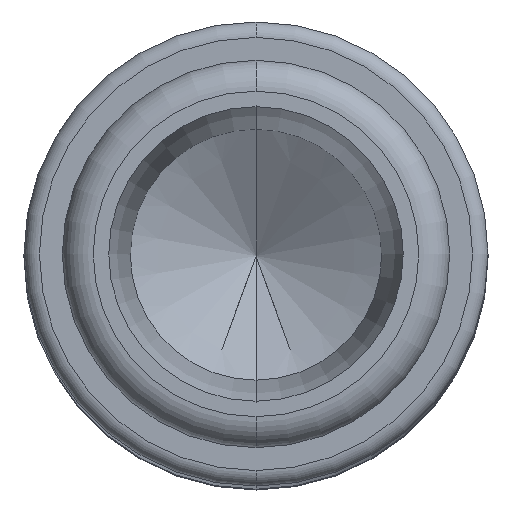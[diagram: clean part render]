
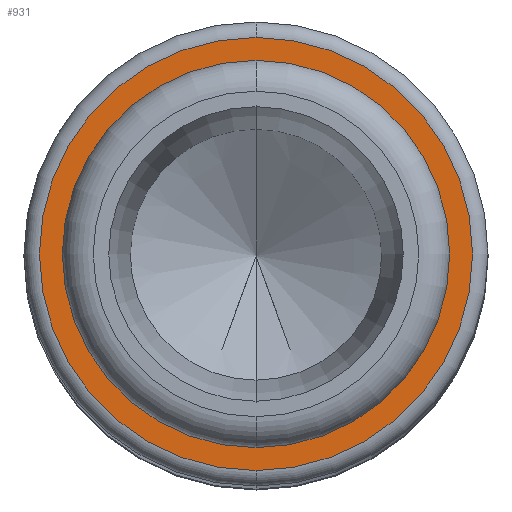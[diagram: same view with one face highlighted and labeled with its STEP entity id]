
A CAD part, top view. The second image highlights one B-rep face of the part: STEP entity #931.
In plain terms, the highlighted planar face has unit normal (0, 0, 1).
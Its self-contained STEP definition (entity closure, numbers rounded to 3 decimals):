
#234=CARTESIAN_POINT('',(0.,0.,11.428));
#235=DIRECTION('',(0.,0.,1.));
#236=DIRECTION('',(0.,1.,0.));
#237=AXIS2_PLACEMENT_3D('',#234,#235,#236);
#239=CARTESIAN_POINT('',(0.,0.,11.428));
#240=DIRECTION('',(0.,0.,-1.));
#241=DIRECTION('',(0.,1.,0.));
#242=AXIS2_PLACEMENT_3D('',#239,#240,#241);
#244=CARTESIAN_POINT('',(0.,0.,11.428));
#245=DIRECTION('',(0.,0.,-1.));
#246=DIRECTION('',(0.,1.,0.));
#247=AXIS2_PLACEMENT_3D('',#244,#245,#246);
#259=CARTESIAN_POINT('',(0.,0.,11.428));
#260=DIRECTION('',(0.,0.,1.));
#261=DIRECTION('',(0.,1.,0.));
#262=AXIS2_PLACEMENT_3D('',#259,#260,#261);
#535=CARTESIAN_POINT('',(0.,2.1,11.428));
#537=VERTEX_POINT('',#535);
#538=CARTESIAN_POINT('',(0.,1.878,11.428));
#540=VERTEX_POINT('',#538);
#578=CARTESIAN_POINT('',(0.,-2.1,11.428));
#579=VERTEX_POINT('',#578);
#580=CARTESIAN_POINT('',(0.,-1.878,11.428));
#582=VERTEX_POINT('',#580);
#916=CARTESIAN_POINT('',(0.,0.,11.428));
#917=DIRECTION('',(0.,0.,-1.));
#918=DIRECTION('',(0.,-1.,0.));
#919=AXIS2_PLACEMENT_3D('',#916,#917,#918);
#920=PLANE('',#919);
#921=ORIENTED_EDGE('',*,*,#895,.F.);
#922=ORIENTED_EDGE('',*,*,#911,.T.);
#923=EDGE_LOOP('',(#921,#922));
#924=FACE_OUTER_BOUND('',#923,.F.);
#926=ORIENTED_EDGE('',*,*,#925,.F.);
#928=ORIENTED_EDGE('',*,*,#927,.T.);
#929=EDGE_LOOP('',(#926,#928));
#930=FACE_BOUND('',#929,.F.);
#931=ADVANCED_FACE('',(#924,#930),#920,.F.);
#238=CIRCLE('',#237,2.1);
#243=CIRCLE('',#242,2.1);
#248=CIRCLE('',#247,1.878);
#263=CIRCLE('',#262,1.878);
#895=EDGE_CURVE('',#537,#579,#238,.T.);
#911=EDGE_CURVE('',#537,#579,#243,.T.);
#925=EDGE_CURVE('',#540,#582,#248,.T.);
#927=EDGE_CURVE('',#540,#582,#263,.T.);
